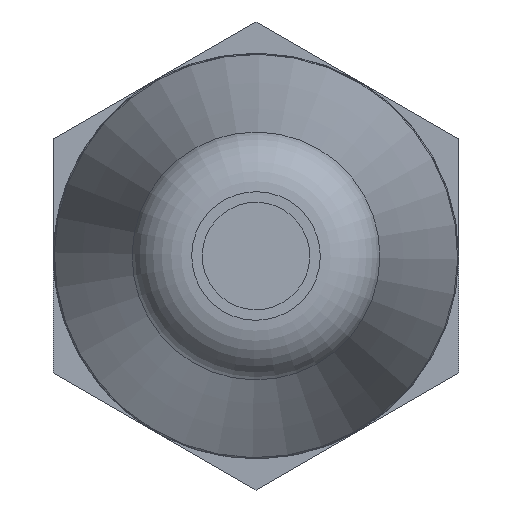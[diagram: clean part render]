
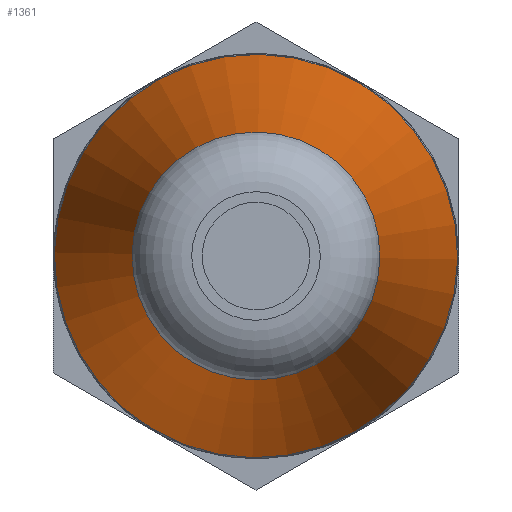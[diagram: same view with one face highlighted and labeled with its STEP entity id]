
A CAD part, left-side view. The second image highlights one B-rep face of the part: STEP entity #1361.
In plain terms, the highlighted toroidal (fillet/blend) face has major radius 300.466 mm and minor radius 300 mm.
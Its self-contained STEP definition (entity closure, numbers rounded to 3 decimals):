
#59=TOROIDAL_SURFACE('',#1493,300.466,300.);
#276=FACE_OUTER_BOUND('',#366,.T.);
#366=EDGE_LOOP('',(#897,#898,#899,#900));
#465=CIRCLE('',#1484,9.953);
#471=CIRCLE('',#1491,6.116);
#472=CIRCLE('',#1494,300.);
#560=VERTEX_POINT('',#2137);
#564=VERTEX_POINT('',#2147);
#682=EDGE_CURVE('',#560,#560,#465,.T.);
#688=EDGE_CURVE('',#564,#564,#471,.T.);
#689=EDGE_CURVE('',#560,#564,#472,.T.);
#897=ORIENTED_EDGE('',*,*,#682,.F.);
#898=ORIENTED_EDGE('',*,*,#689,.T.);
#899=ORIENTED_EDGE('',*,*,#688,.F.);
#900=ORIENTED_EDGE('',*,*,#689,.F.);
#1361=ADVANCED_FACE('',(#276),#59,.F.);
#1484=AXIS2_PLACEMENT_3D('',#2138,#1703,#1704);
#1491=AXIS2_PLACEMENT_3D('',#2149,#1717,#1718);
#1493=AXIS2_PLACEMENT_3D('',#2151,#1721,#1722);
#1494=AXIS2_PLACEMENT_3D('',#2152,#1723,#1724);
#1703=DIRECTION('center_axis',(1.,0.,0.));
#1704=DIRECTION('ref_axis',(0.,0.934,0.358));
#1717=DIRECTION('center_axis',(-1.,0.,0.));
#1718=DIRECTION('ref_axis',(0.,0.934,0.358));
#1721=DIRECTION('center_axis',(-1.,0.,0.));
#1722=DIRECTION('ref_axis',(0.,0.358,-0.934));
#1723=DIRECTION('center_axis',(0.,0.934,0.358));
#1724=DIRECTION('ref_axis',(0.,-0.358,0.934));
#2137=CARTESIAN_POINT('',(-66.334,-3.568,9.291));
#2138=CARTESIAN_POINT('Origin',(-66.334,0.,
0.));
#2147=CARTESIAN_POINT('',(-83.23,-2.192,5.71));
#2149=CARTESIAN_POINT('Origin',(-83.23,0.,
0.));
#2151=CARTESIAN_POINT('Origin',(-141.181,0.,
0.));
#2152=CARTESIAN_POINT('Origin',(-141.181,-107.709,280.497));
